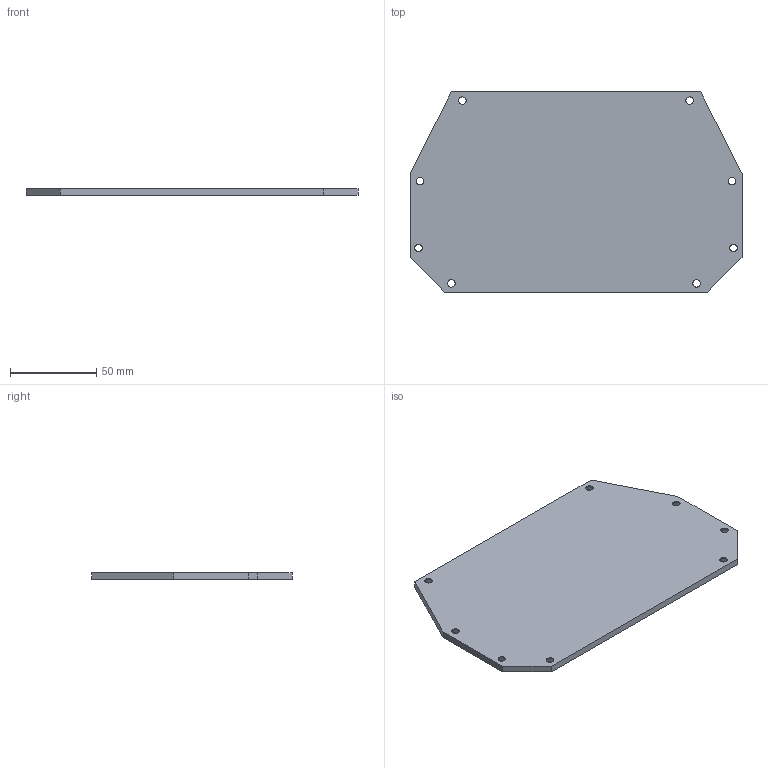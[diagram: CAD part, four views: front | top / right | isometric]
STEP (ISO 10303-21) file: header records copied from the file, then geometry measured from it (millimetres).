
FILE_DESCRIPTION(('STEP AP242'), '1');
FILE_NAME('SDVX Controller - Bottom', '', ('UNSPECIFIED'), ('UNSPECIFIED'), 'C3D Converter', 'C3D Toolkit', '');
FILE_SCHEMA(('AP242_MANAGED_MODEL_BASED_3D_ENGINEERING_MIM_LF { 1 0 10303 442 1 1 4 }'));
Length unit declared in the file: millimetre
Bounding box: 193 x 116.3 x 4 mm (x, y, z)
Volume: 82270.3 mm3; surface area: 44571.4 mm2
Topology: 1 solids, 1 shells, 74 faces, 192 edges, 128 vertices
Faces by surface type: plane 66, cylinder 8
Full cylindrical faces by diameter (mm): 4.4 x8
Entity records: 2264 total; most frequent: CARTESIAN_POINT 387, ORIENTED_EDGE 368, DIRECTION 350, EDGE_CURVE 184, LINE 168, VECTOR 168, VERTEX_POINT 128, EDGE_LOOP 106
